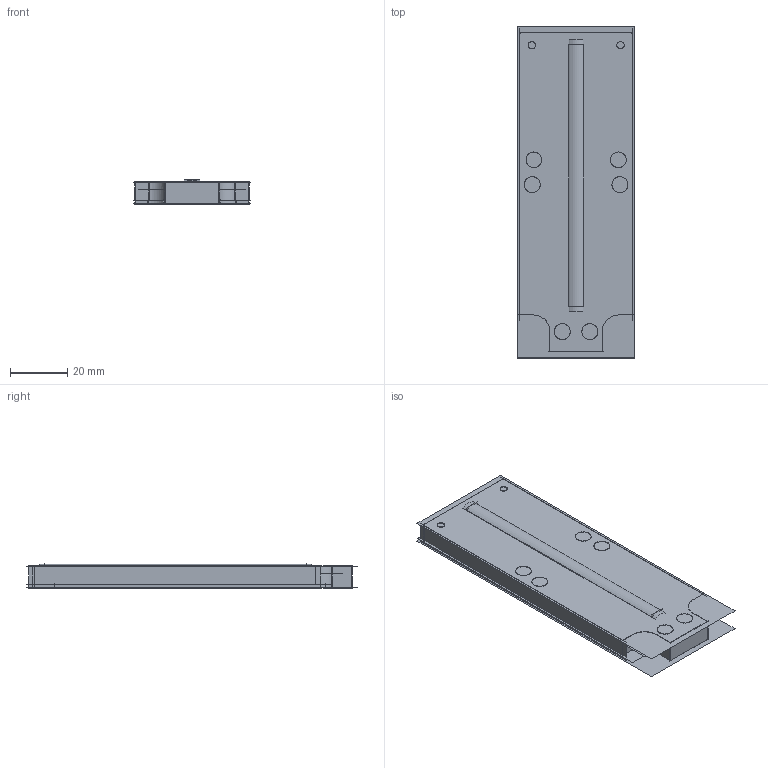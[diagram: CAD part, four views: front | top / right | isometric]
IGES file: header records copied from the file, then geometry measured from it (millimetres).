
Start section:  PTC IGES file: 215002.igs
Global section: file name: 215002.igs; native system: Creo Parametric by PTC Inc.; preprocessor: 2018300; author: pdmadmin; organization: Unknown; date: 20191104.091452; units: millimetre
Bounding box: 41.29 x 116.36 x 8.65 mm (x, y, z)
Volume: 26385.1 mm3; surface area: 69276 mm2
Topology: 1 solids, 1 shells, 110 faces, 570 edges, 728 vertices
Faces by surface type: revolution 62, bspline 48
